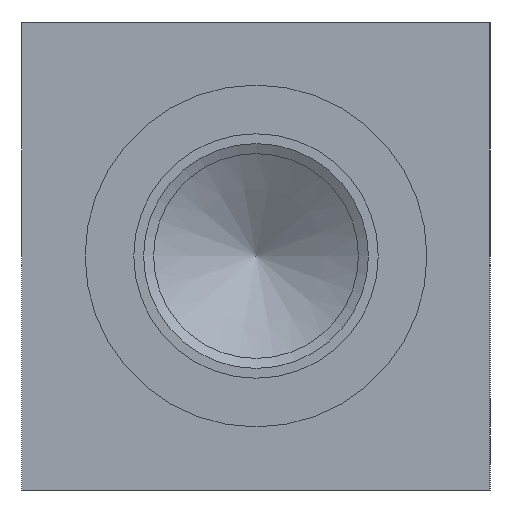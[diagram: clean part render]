
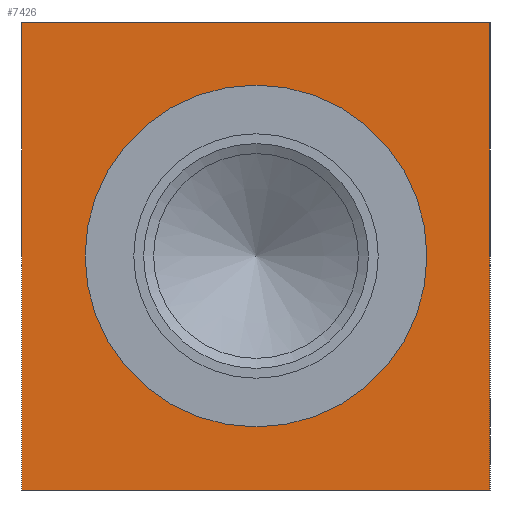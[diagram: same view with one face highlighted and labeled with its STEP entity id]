
A CAD part, left-side view. The second image highlights one B-rep face of the part: STEP entity #7426.
In plain terms, the highlighted planar face has unit normal (-1, 0, 0).
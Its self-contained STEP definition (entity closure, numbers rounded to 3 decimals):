
#90=CIRCLE('',#7691,18.555);
#91=CIRCLE('',#7692,18.555);
#555=FACE_BOUND('',#1360,.T.);
#935=FACE_OUTER_BOUND('',#1359,.T.);
#1359=EDGE_LOOP('',(#6484,#6485,#6486,#6487));
#1360=EDGE_LOOP('',(#6488,#6489));
#1753=LINE('',#10110,#2442);
#2054=LINE('',#12844,#2743);
#2055=LINE('',#12845,#2744);
#2056=LINE('',#12846,#2745);
#2442=VECTOR('',#8449,10.);
#2743=VECTOR('',#9184,10.);
#2744=VECTOR('',#9185,10.);
#2745=VECTOR('',#9186,10.);
#3013=VERTEX_POINT('',#10103);
#3016=VERTEX_POINT('',#10108);
#3373=VERTEX_POINT('',#12641);
#3374=VERTEX_POINT('',#12642);
#3439=VERTEX_POINT('',#12842);
#3440=VERTEX_POINT('',#12843);
#3839=EDGE_CURVE('',#3016,#3013,#1753,.T.);
#4364=EDGE_CURVE('',#3373,#3374,#90,.T.);
#4365=EDGE_CURVE('',#3374,#3373,#91,.T.);
#4461=EDGE_CURVE('',#3439,#3440,#2054,.T.);
#4462=EDGE_CURVE('',#3440,#3013,#2055,.T.);
#4463=EDGE_CURVE('',#3439,#3016,#2056,.T.);
#6484=ORIENTED_EDGE('',*,*,#4461,.T.);
#6485=ORIENTED_EDGE('',*,*,#4462,.T.);
#6486=ORIENTED_EDGE('',*,*,#3839,.F.);
#6487=ORIENTED_EDGE('',*,*,#4463,.F.);
#6488=ORIENTED_EDGE('',*,*,#4364,.T.);
#6489=ORIENTED_EDGE('',*,*,#4365,.T.);
#6735=PLANE('',#7795);
#7426=ADVANCED_FACE('',(#935,#555),#6735,.T.);
#7691=AXIS2_PLACEMENT_3D('',#12643,#8944,#8945);
#7692=AXIS2_PLACEMENT_3D('',#12644,#8946,#8947);
#7795=AXIS2_PLACEMENT_3D('',#12841,#9182,#9183);
#8449=DIRECTION('',(0.,-1.,0.));
#8944=DIRECTION('center_axis',(1.,0.,0.));
#8945=DIRECTION('ref_axis',(0.,0.,1.));
#8946=DIRECTION('center_axis',(1.,0.,0.));
#8947=DIRECTION('ref_axis',(0.,0.,1.));
#9182=DIRECTION('center_axis',(-1.,0.,0.));
#9183=DIRECTION('ref_axis',(0.,-1.,0.));
#9184=DIRECTION('',(0.,-1.,0.));
#9185=DIRECTION('',(0.,0.,1.));
#9186=DIRECTION('',(0.,0.,1.));
#10103=CARTESIAN_POINT('',(0.,0.,50.8));
#10108=CARTESIAN_POINT('',(0.,50.8,50.8));
#10110=CARTESIAN_POINT('',(0.,50.8,50.8));
#12641=CARTESIAN_POINT('',(0.,25.4,43.955));
#12642=CARTESIAN_POINT('',(0.,25.4,6.845));
#12643=CARTESIAN_POINT('Origin',(0.,25.4,25.4));
#12644=CARTESIAN_POINT('Origin',(0.,25.4,25.4));
#12841=CARTESIAN_POINT('Origin',(0.,50.8,0.));
#12842=CARTESIAN_POINT('',(0.,50.8,0.));
#12843=CARTESIAN_POINT('',(0.,0.,0.));
#12844=CARTESIAN_POINT('',(0.,50.8,0.));
#12845=CARTESIAN_POINT('',(0.,0.,0.));
#12846=CARTESIAN_POINT('',(0.,50.8,0.));
